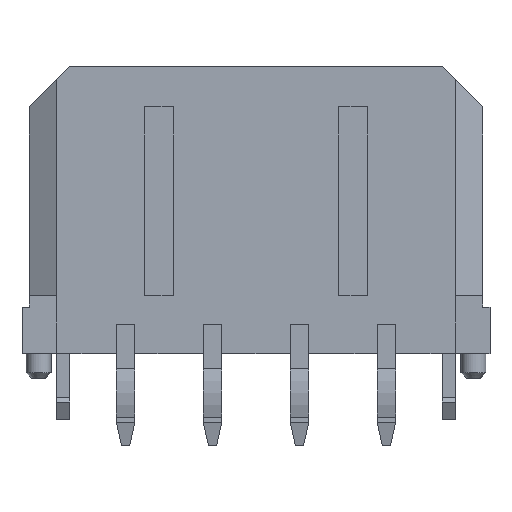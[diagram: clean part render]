
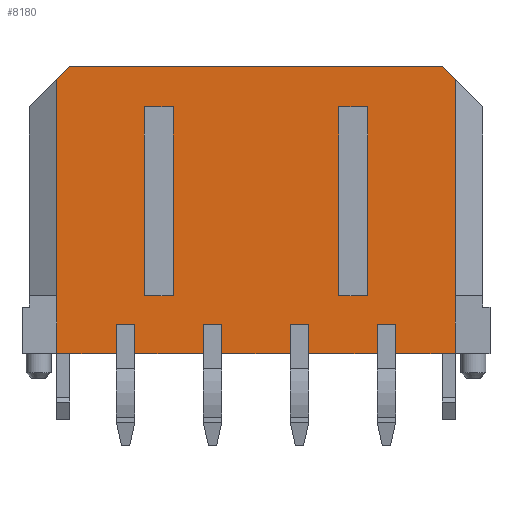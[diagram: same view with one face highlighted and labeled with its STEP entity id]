
A CAD part, front view. The second image highlights one B-rep face of the part: STEP entity #8180.
In plain terms, the highlighted planar face has unit normal (0, -1, 0).
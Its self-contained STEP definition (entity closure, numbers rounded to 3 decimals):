
#1495=DIRECTION('',(-1.,0.,0.));
#1496=VECTOR('',#1495,2.055);
#1497=CARTESIAN_POINT('',(6.875,-3.43,-4.96));
#1498=LINE('',#1497,#1496);
#1511=DIRECTION('',(-1.,0.,0.));
#1512=VECTOR('',#1511,2.36);
#1513=CARTESIAN_POINT('',(4.18,-3.43,-4.96));
#1514=LINE('',#1513,#1512);
#1527=DIRECTION('',(-1.,0.,0.));
#1528=VECTOR('',#1527,2.36);
#1529=CARTESIAN_POINT('',(1.18,-3.43,-4.96));
#1530=LINE('',#1529,#1528);
#1551=DIRECTION('',(-1.,0.,0.));
#1552=VECTOR('',#1551,2.055);
#1553=CARTESIAN_POINT('',(-4.82,-3.43,-4.96));
#1554=LINE('',#1553,#1552);
#1559=DIRECTION('',(-1.,0.,0.));
#1560=VECTOR('',#1559,2.36);
#1561=CARTESIAN_POINT('',(-1.82,-3.43,-4.96));
#1562=LINE('',#1561,#1560);
#1571=DIRECTION('',(1.,0.,0.));
#1572=VECTOR('',#1571,1.);
#1573=CARTESIAN_POINT('',(-3.85,-3.43,3.55));
#1574=LINE('',#1573,#1572);
#1575=DIRECTION('',(0.,0.,1.));
#1576=VECTOR('',#1575,6.51);
#1577=CARTESIAN_POINT('',(-3.85,-3.43,-2.96));
#1578=LINE('',#1577,#1576);
#1579=DIRECTION('',(1.,0.,0.));
#1580=VECTOR('',#1579,1.);
#1581=CARTESIAN_POINT('',(-3.85,-3.43,-2.96));
#1582=LINE('',#1581,#1580);
#1583=DIRECTION('',(0.,0.,1.));
#1584=VECTOR('',#1583,6.51);
#1585=CARTESIAN_POINT('',(-2.85,-3.43,-2.96));
#1586=LINE('',#1585,#1584);
#1587=DIRECTION('',(1.,0.,0.));
#1588=VECTOR('',#1587,1.);
#1589=CARTESIAN_POINT('',(2.85,-3.43,3.55));
#1590=LINE('',#1589,#1588);
#1591=DIRECTION('',(0.,0.,1.));
#1592=VECTOR('',#1591,6.51);
#1593=CARTESIAN_POINT('',(2.85,-3.43,-2.96));
#1594=LINE('',#1593,#1592);
#1595=DIRECTION('',(1.,0.,0.));
#1596=VECTOR('',#1595,1.);
#1597=CARTESIAN_POINT('',(2.85,-3.43,-2.96));
#1598=LINE('',#1597,#1596);
#1599=DIRECTION('',(0.,0.,1.));
#1600=VECTOR('',#1599,6.51);
#1601=CARTESIAN_POINT('',(3.85,-3.43,-2.96));
#1602=LINE('',#1601,#1600);
#1603=DIRECTION('',(0.,0.,1.));
#1604=VECTOR('',#1603,1.);
#1605=CARTESIAN_POINT('',(-4.82,-3.43,-4.96));
#1606=LINE('',#1605,#1604);
#1607=DIRECTION('',(0.,0.,-1.));
#1608=VECTOR('',#1607,7.46);
#1609=CARTESIAN_POINT('',(-6.875,-3.43,4.5));
#1610=LINE('',#1609,#1608);
#1611=DIRECTION('',(-0.707,0.,-0.707));
#1612=VECTOR('',#1611,0.636);
#1613=CARTESIAN_POINT('',(-6.425,-3.43,4.95));
#1614=LINE('',#1613,#1612);
#1615=DIRECTION('',(1.,0.,0.));
#1616=VECTOR('',#1615,12.85);
#1617=CARTESIAN_POINT('',(-6.425,-3.43,4.95));
#1618=LINE('',#1617,#1616);
#1619=DIRECTION('',(-0.707,0.,0.707));
#1620=VECTOR('',#1619,0.636);
#1621=CARTESIAN_POINT('',(6.875,-3.43,4.5));
#1622=LINE('',#1621,#1620);
#1623=DIRECTION('',(0.,0.,-1.));
#1624=VECTOR('',#1623,7.46);
#1625=CARTESIAN_POINT('',(6.875,-3.43,4.5));
#1626=LINE('',#1625,#1624);
#1627=DIRECTION('',(0.,0.,-1.));
#1628=VECTOR('',#1627,2.);
#1629=CARTESIAN_POINT('',(6.875,-3.43,-2.96));
#1630=LINE('',#1629,#1628);
#1631=DIRECTION('',(0.,0.,1.));
#1632=VECTOR('',#1631,1.);
#1633=CARTESIAN_POINT('',(4.82,-3.43,-4.96));
#1634=LINE('',#1633,#1632);
#1635=DIRECTION('',(1.,0.,0.));
#1636=VECTOR('',#1635,0.64);
#1637=CARTESIAN_POINT('',(4.18,-3.43,-3.96));
#1638=LINE('',#1637,#1636);
#1639=DIRECTION('',(0.,0.,1.));
#1640=VECTOR('',#1639,1.);
#1641=CARTESIAN_POINT('',(4.18,-3.43,-4.96));
#1642=LINE('',#1641,#1640);
#1643=DIRECTION('',(0.,0.,1.));
#1644=VECTOR('',#1643,1.);
#1645=CARTESIAN_POINT('',(1.82,-3.43,-4.96));
#1646=LINE('',#1645,#1644);
#1647=DIRECTION('',(1.,0.,0.));
#1648=VECTOR('',#1647,0.64);
#1649=CARTESIAN_POINT('',(1.18,-3.43,-3.96));
#1650=LINE('',#1649,#1648);
#1651=DIRECTION('',(0.,0.,1.));
#1652=VECTOR('',#1651,1.);
#1653=CARTESIAN_POINT('',(1.18,-3.43,-4.96));
#1654=LINE('',#1653,#1652);
#1655=DIRECTION('',(0.,0.,1.));
#1656=VECTOR('',#1655,1.);
#1657=CARTESIAN_POINT('',(-1.18,-3.43,-4.96));
#1658=LINE('',#1657,#1656);
#1659=DIRECTION('',(1.,0.,0.));
#1660=VECTOR('',#1659,0.64);
#1661=CARTESIAN_POINT('',(-1.82,-3.43,-3.96));
#1662=LINE('',#1661,#1660);
#1663=DIRECTION('',(0.,0.,1.));
#1664=VECTOR('',#1663,1.);
#1665=CARTESIAN_POINT('',(-1.82,-3.43,-4.96));
#1666=LINE('',#1665,#1664);
#1667=DIRECTION('',(0.,0.,1.));
#1668=VECTOR('',#1667,1.);
#1669=CARTESIAN_POINT('',(-4.18,-3.43,-4.96));
#1670=LINE('',#1669,#1668);
#1671=DIRECTION('',(1.,0.,0.));
#1672=VECTOR('',#1671,0.64);
#1673=CARTESIAN_POINT('',(-4.82,-3.43,-3.96));
#1674=LINE('',#1673,#1672);
#1739=DIRECTION('',(0.,0.,-1.));
#1740=VECTOR('',#1739,2.);
#1741=CARTESIAN_POINT('',(-6.875,-3.43,-2.96));
#1742=LINE('',#1741,#1740);
#4627=CARTESIAN_POINT('',(-6.425,-3.43,4.95));
#4628=CARTESIAN_POINT('',(6.425,-3.43,4.95));
#4629=VERTEX_POINT('',#4627);
#4630=VERTEX_POINT('',#4628);
#4730=CARTESIAN_POINT('',(4.18,-3.43,-4.96));
#4732=VERTEX_POINT('',#4730);
#4734=CARTESIAN_POINT('',(4.82,-3.43,-4.96));
#4736=VERTEX_POINT('',#4734);
#4742=CARTESIAN_POINT('',(1.18,-3.43,-4.96));
#4744=VERTEX_POINT('',#4742);
#4746=CARTESIAN_POINT('',(1.82,-3.43,-4.96));
#4748=VERTEX_POINT('',#4746);
#4766=CARTESIAN_POINT('',(-1.82,-3.43,-4.96));
#4768=VERTEX_POINT('',#4766);
#4770=CARTESIAN_POINT('',(-1.18,-3.43,-4.96));
#4772=VERTEX_POINT('',#4770);
#4790=CARTESIAN_POINT('',(-4.82,-3.43,-4.96));
#4792=VERTEX_POINT('',#4790);
#4794=CARTESIAN_POINT('',(-4.18,-3.43,-4.96));
#4796=VERTEX_POINT('',#4794);
#4814=CARTESIAN_POINT('',(6.875,-3.43,-2.96));
#4816=VERTEX_POINT('',#4814);
#4818=CARTESIAN_POINT('',(-6.875,-3.43,-2.96));
#4820=VERTEX_POINT('',#4818);
#4825=CARTESIAN_POINT('',(6.875,-3.43,-4.96));
#4826=VERTEX_POINT('',#4825);
#4827=CARTESIAN_POINT('',(-6.875,-3.43,-4.96));
#4828=VERTEX_POINT('',#4827);
#4829=CARTESIAN_POINT('',(4.18,-3.43,-3.96));
#4830=VERTEX_POINT('',#4829);
#4831=CARTESIAN_POINT('',(4.82,-3.43,-3.96));
#4832=VERTEX_POINT('',#4831);
#4833=CARTESIAN_POINT('',(1.18,-3.43,-3.96));
#4834=VERTEX_POINT('',#4833);
#4835=CARTESIAN_POINT('',(1.82,-3.43,-3.96));
#4836=VERTEX_POINT('',#4835);
#4837=CARTESIAN_POINT('',(-1.82,-3.43,-3.96));
#4838=VERTEX_POINT('',#4837);
#4839=CARTESIAN_POINT('',(-1.18,-3.43,-3.96));
#4840=VERTEX_POINT('',#4839);
#4841=CARTESIAN_POINT('',(-4.82,-3.43,-3.96));
#4842=VERTEX_POINT('',#4841);
#4843=CARTESIAN_POINT('',(-4.18,-3.43,-3.96));
#4844=VERTEX_POINT('',#4843);
#5213=CARTESIAN_POINT('',(-3.85,-3.43,3.55));
#5214=CARTESIAN_POINT('',(-2.85,-3.43,3.55));
#5215=VERTEX_POINT('',#5213);
#5216=VERTEX_POINT('',#5214);
#5217=CARTESIAN_POINT('',(2.85,-3.43,3.55));
#5218=CARTESIAN_POINT('',(3.85,-3.43,3.55));
#5219=VERTEX_POINT('',#5217);
#5220=VERTEX_POINT('',#5218);
#5221=CARTESIAN_POINT('',(-3.85,-3.43,-2.96));
#5222=CARTESIAN_POINT('',(-2.85,-3.43,-2.96));
#5223=VERTEX_POINT('',#5221);
#5224=VERTEX_POINT('',#5222);
#5225=CARTESIAN_POINT('',(2.85,-3.43,-2.96));
#5226=CARTESIAN_POINT('',(3.85,-3.43,-2.96));
#5227=VERTEX_POINT('',#5225);
#5228=VERTEX_POINT('',#5226);
#5697=CARTESIAN_POINT('',(6.875,-3.43,4.5));
#5698=VERTEX_POINT('',#5697);
#5699=CARTESIAN_POINT('',(-6.875,-3.43,4.5));
#5700=VERTEX_POINT('',#5699);
#8116=CARTESIAN_POINT('',(-7.825,-3.43,4.95));
#8117=DIRECTION('',(0.,-1.,0.));
#8118=DIRECTION('',(0.,0.,-1.));
#8119=AXIS2_PLACEMENT_3D('',#8116,#8117,#8118);
#8120=PLANE('',#8119);
#8121=ORIENTED_EDGE('',*,*,#7209,.F.);
#8122=ORIENTED_EDGE('',*,*,#8096,.T.);
#8124=ORIENTED_EDGE('',*,*,#8123,.F.);
#8126=ORIENTED_EDGE('',*,*,#8125,.F.);
#8127=ORIENTED_EDGE('',*,*,#6582,.F.);
#8129=ORIENTED_EDGE('',*,*,#8128,.T.);
#8130=ORIENTED_EDGE('',*,*,#6529,.F.);
#8132=ORIENTED_EDGE('',*,*,#8131,.T.);
#8134=ORIENTED_EDGE('',*,*,#8133,.T.);
#8135=ORIENTED_EDGE('',*,*,#8042,.T.);
#8136=ORIENTED_EDGE('',*,*,#7007,.T.);
#8137=ORIENTED_EDGE('',*,*,#7086,.F.);
#8138=ORIENTED_EDGE('',*,*,#7136,.F.);
#8139=ORIENTED_EDGE('',*,*,#8061,.T.);
#8141=ORIENTED_EDGE('',*,*,#8140,.T.);
#8143=ORIENTED_EDGE('',*,*,#8142,.F.);
#8145=ORIENTED_EDGE('',*,*,#8144,.F.);
#8146=ORIENTED_EDGE('',*,*,#8075,.T.);
#8148=ORIENTED_EDGE('',*,*,#8147,.T.);
#8150=ORIENTED_EDGE('',*,*,#8149,.F.);
#8152=ORIENTED_EDGE('',*,*,#8151,.F.);
#8153=ORIENTED_EDGE('',*,*,#8108,.T.);
#8155=ORIENTED_EDGE('',*,*,#8154,.T.);
#8157=ORIENTED_EDGE('',*,*,#8156,.F.);
#8158=EDGE_LOOP('',(#8121,#8122,#8124,#8126,#8127,#8129,#8130,#8132,#8134,#8135,
#8136,#8137,#8138,#8139,#8141,#8143,#8145,#8146,#8148,#8150,#8152,#8153,#8155,
#8157));
#8159=FACE_OUTER_BOUND('',#8158,.F.);
#8161=ORIENTED_EDGE('',*,*,#8160,.F.);
#8163=ORIENTED_EDGE('',*,*,#8162,.F.);
#8165=ORIENTED_EDGE('',*,*,#8164,.T.);
#8167=ORIENTED_EDGE('',*,*,#8166,.T.);
#8168=EDGE_LOOP('',(#8161,#8163,#8165,#8167));
#8169=FACE_BOUND('',#8168,.F.);
#8171=ORIENTED_EDGE('',*,*,#8170,.F.);
#8173=ORIENTED_EDGE('',*,*,#8172,.F.);
#8175=ORIENTED_EDGE('',*,*,#8174,.T.);
#8177=ORIENTED_EDGE('',*,*,#8176,.T.);
#8178=EDGE_LOOP('',(#8171,#8173,#8175,#8177));
#8179=FACE_BOUND('',#8178,.F.);
#8180=ADVANCED_FACE('',(#8159,#8169,#8179),#8120,.T.);
#6529=EDGE_CURVE('',#5698,#4630,#1622,.T.);
#6582=EDGE_CURVE('',#4629,#5700,#1614,.T.);
#7007=EDGE_CURVE('',#4736,#4832,#1634,.T.);
#7086=EDGE_CURVE('',#4830,#4832,#1638,.T.);
#7136=EDGE_CURVE('',#4732,#4830,#1642,.T.);
#7209=EDGE_CURVE('',#4792,#4842,#1606,.T.);
#8042=EDGE_CURVE('',#4826,#4736,#1498,.T.);
#8061=EDGE_CURVE('',#4732,#4748,#1514,.T.);
#8075=EDGE_CURVE('',#4744,#4772,#1530,.T.);
#8096=EDGE_CURVE('',#4792,#4828,#1554,.T.);
#8108=EDGE_CURVE('',#4768,#4796,#1562,.T.);
#8123=EDGE_CURVE('',#4820,#4828,#1742,.T.);
#8125=EDGE_CURVE('',#5700,#4820,#1610,.T.);
#8128=EDGE_CURVE('',#4629,#4630,#1618,.T.);
#8131=EDGE_CURVE('',#5698,#4816,#1626,.T.);
#8133=EDGE_CURVE('',#4816,#4826,#1630,.T.);
#8140=EDGE_CURVE('',#4748,#4836,#1646,.T.);
#8142=EDGE_CURVE('',#4834,#4836,#1650,.T.);
#8144=EDGE_CURVE('',#4744,#4834,#1654,.T.);
#8147=EDGE_CURVE('',#4772,#4840,#1658,.T.);
#8149=EDGE_CURVE('',#4838,#4840,#1662,.T.);
#8151=EDGE_CURVE('',#4768,#4838,#1666,.T.);
#8154=EDGE_CURVE('',#4796,#4844,#1670,.T.);
#8156=EDGE_CURVE('',#4842,#4844,#1674,.T.);
#8160=EDGE_CURVE('',#5219,#5220,#1590,.T.);
#8162=EDGE_CURVE('',#5227,#5219,#1594,.T.);
#8164=EDGE_CURVE('',#5227,#5228,#1598,.T.);
#8166=EDGE_CURVE('',#5228,#5220,#1602,.T.);
#8170=EDGE_CURVE('',#5215,#5216,#1574,.T.);
#8172=EDGE_CURVE('',#5223,#5215,#1578,.T.);
#8174=EDGE_CURVE('',#5223,#5224,#1582,.T.);
#8176=EDGE_CURVE('',#5224,#5216,#1586,.T.);
